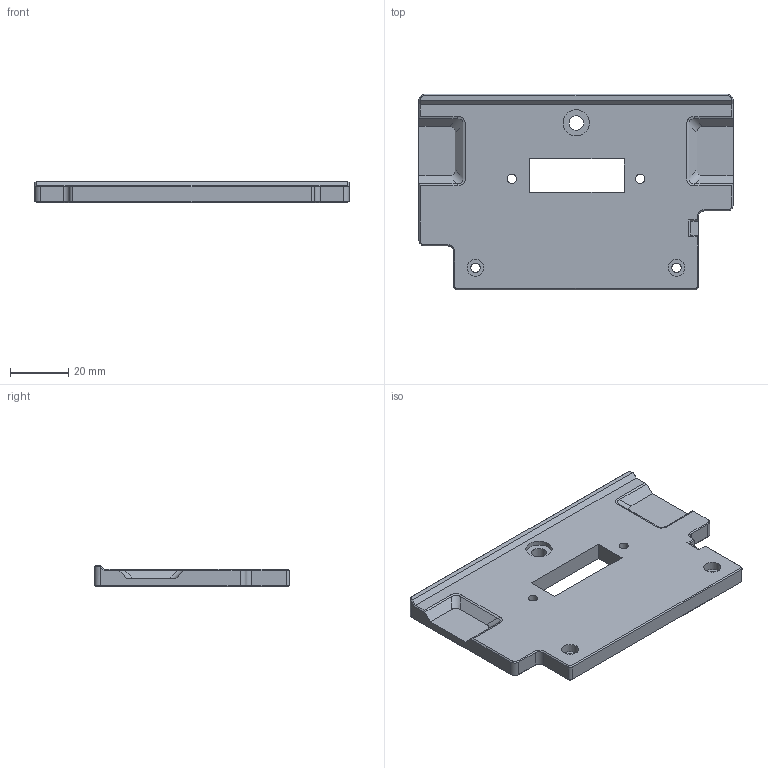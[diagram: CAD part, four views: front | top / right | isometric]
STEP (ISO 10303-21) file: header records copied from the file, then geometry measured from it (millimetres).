
FILE_DESCRIPTION(/* description */ (''),/* implementation_level */ '2;1');
FILE_NAME(/* name */ 'PTFE_Tube_mounting.step',/* time_stamp */ '2020-11-16T21:33:22+01:00',/* author */ (''),/* organization */ (''),/* preprocessor_version */ 'ST-DEVELOPER v18.1',/* originating_system */ 'Autodesk Translation Framework v9.3.0.1241',/* authorisation */ '');
FILE_SCHEMA (('AUTOMOTIVE_DESIGN { 1 0 10303 214 3 1 1 }'));
Length unit declared in the file: millimetre
Products named in the file (1): PTFE_Tube_mounting
Bounding box: 107.8 x 67 x 7.5 mm (x, y, z)
Volume: 36284.9 mm3; surface area: 15655.2 mm2
Topology: 1 solids, 1 shells, 108 faces, 265 edges, 162 vertices
Faces by surface type: plane 60, cylinder 20, cone 16, bspline 12
Full cylindrical faces by diameter (mm): 3.2 x4, 5 x1, 5.8 x2, 9 x1
Entity records: 3358 total; most frequent: CARTESIAN_POINT 816, ORIENTED_EDGE 530, DIRECTION 487, EDGE_CURVE 265, LINE 185, VECTOR 185, VERTEX_POINT 162, AXIS2_PLACEMENT_3D 151
